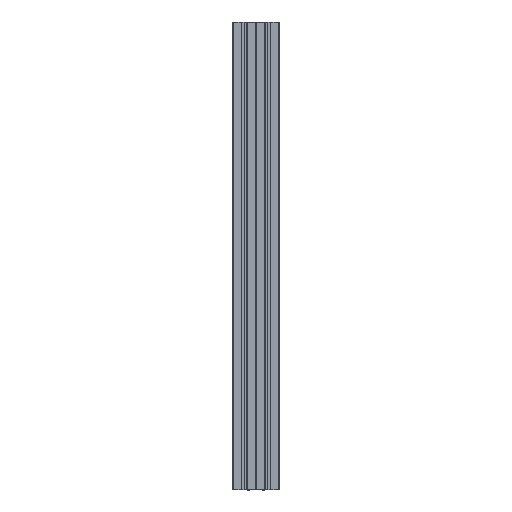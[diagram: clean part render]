
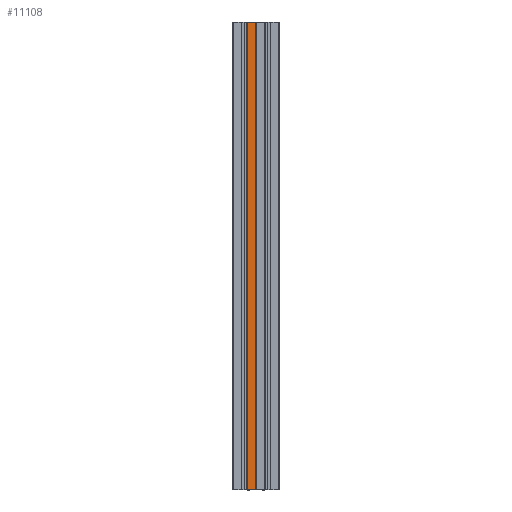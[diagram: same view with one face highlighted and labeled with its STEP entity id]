
A CAD part, left-side view. The second image highlights one B-rep face of the part: STEP entity #11108.
In plain terms, the highlighted planar face has unit normal (-1, 0, 0).
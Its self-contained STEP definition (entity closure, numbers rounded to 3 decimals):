
#626 = FACE_OUTER_BOUND ( 'NONE', #16671, .T. ) ;
#2033 = CARTESIAN_POINT ( 'NONE',  ( -25., -5.1, -1000. ) ) ;
#2213 = VECTOR ( 'NONE', #20153, 1000. ) ;
#2257 = AXIS2_PLACEMENT_3D ( 'NONE', #15861, #30132, #18066 ) ;
#3574 = ORIENTED_EDGE ( 'NONE', *, *, #10251, .F. ) ;
#4122 = VERTEX_POINT ( 'NONE', #10218 ) ;
#5137 = LINE ( 'NONE', #17391, #5319 ) ;
#5319 = VECTOR ( 'NONE', #26629, 1000. ) ;
#8083 = CARTESIAN_POINT ( 'NONE',  ( -25., -6.325, 0. ) ) ;
#10161 = CARTESIAN_POINT ( 'NONE',  ( -25., -24.662, 0. ) ) ;
#10198 = PLANE ( 'NONE',  #2257 ) ;
#10218 = CARTESIAN_POINT ( 'NONE',  ( -25., -24.662, -1000. ) ) ;
#10251 = EDGE_CURVE ( 'NONE', #20240, #29907, #10452, .T. ) ;
#10452 = LINE ( 'NONE', #8083, #2213 ) ;
#11108 = ADVANCED_FACE ( 'NONE', ( #626 ), #10198, .T. ) ;
#11391 = EDGE_CURVE ( 'NONE', #23923, #4122, #5137, .T. ) ;
#11462 = DIRECTION ( 'NONE',  ( 0., 1., 0. ) ) ;
#11476 = LINE ( 'NONE', #2033, #15247 ) ;
#13747 = ORIENTED_EDGE ( 'NONE', *, *, #11391, .F. ) ;
#15247 = VECTOR ( 'NONE', #25890, 1000. ) ;
#15861 = CARTESIAN_POINT ( 'NONE',  ( -25., -5.1, -1035.355 ) ) ;
#16671 = EDGE_LOOP ( 'NONE', ( #20667, #3574, #25532, #13747 ) ) ;
#17391 = CARTESIAN_POINT ( 'NONE',  ( -25., -24.662, -1000. ) ) ;
#18066 = DIRECTION ( 'NONE',  ( 0., 0., 1. ) ) ;
#20153 = DIRECTION ( 'NONE',  ( 0., 0., 1. ) ) ;
#20240 = VERTEX_POINT ( 'NONE', #22340 ) ;
#20667 = ORIENTED_EDGE ( 'NONE', *, *, #23629, .T. ) ;
#20699 = LINE ( 'NONE', #23367, #27382 ) ;
#22340 = CARTESIAN_POINT ( 'NONE',  ( -25., -6.325, -1000. ) ) ;
#23367 = CARTESIAN_POINT ( 'NONE',  ( -25., -5.1, 0. ) ) ;
#23629 = EDGE_CURVE ( 'NONE', #23923, #29907, #20699, .T. ) ;
#23866 = CARTESIAN_POINT ( 'NONE',  ( -25., -6.325, 0. ) ) ;
#23923 = VERTEX_POINT ( 'NONE', #10161 ) ;
#25532 = ORIENTED_EDGE ( 'NONE', *, *, #25609, .F. ) ;
#25609 = EDGE_CURVE ( 'NONE', #4122, #20240, #11476, .T. ) ;
#25890 = DIRECTION ( 'NONE',  ( 0., 1., 0. ) ) ;
#26629 = DIRECTION ( 'NONE',  ( 0., 0., -1. ) ) ;
#27382 = VECTOR ( 'NONE', #11462, 1000. ) ;
#29907 = VERTEX_POINT ( 'NONE', #23866 ) ;
#30132 = DIRECTION ( 'NONE',  ( -1., 0., 0. ) ) ;
